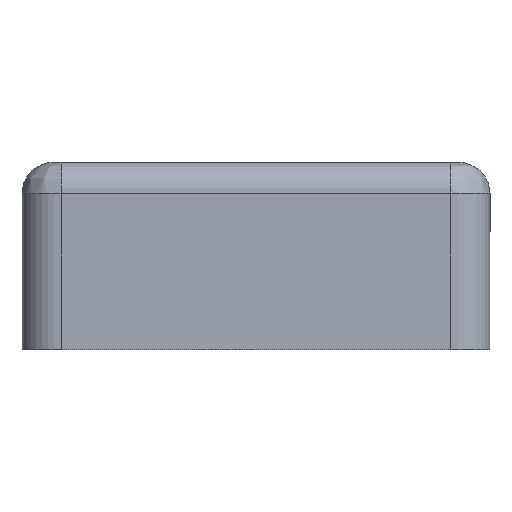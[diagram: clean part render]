
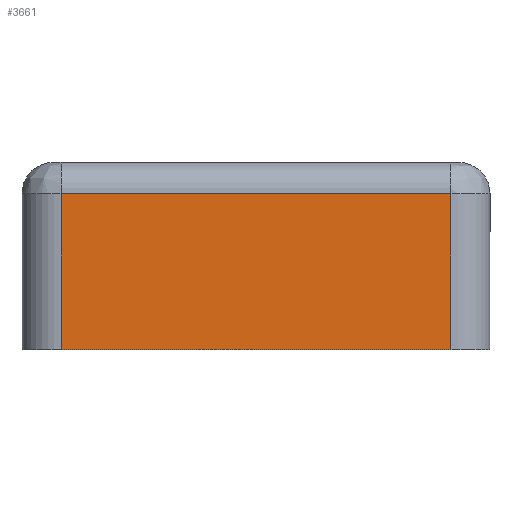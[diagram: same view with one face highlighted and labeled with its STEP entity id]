
A CAD part, front view. The second image highlights one B-rep face of the part: STEP entity #3661.
In plain terms, the highlighted planar face has unit normal (0, -1, 0).
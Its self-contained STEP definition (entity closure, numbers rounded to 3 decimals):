
#84 = CARTESIAN_POINT ( 'NONE',  ( 12.5, -30., 12. ) ) ;
#264 = CARTESIAN_POINT ( 'NONE',  ( 12.5, -30., 10. ) ) ;
#278 = VERTEX_POINT ( 'NONE', #5158 ) ;
#658 = DIRECTION ( 'NONE',  ( 0., 0., 1. ) ) ;
#768 = VECTOR ( 'NONE', #6095, 1000. ) ;
#1546 = EDGE_LOOP ( 'NONE', ( #7898, #6726, #8695, #3761 ) ) ;
#1549 = CARTESIAN_POINT ( 'NONE',  ( -12.5, -30., 0. ) ) ;
#1854 = VECTOR ( 'NONE', #4161, 1000. ) ;
#2073 = LINE ( 'NONE', #2669, #1854 ) ;
#2355 = EDGE_CURVE ( 'NONE', #278, #9043, #2959, .T. ) ;
#2669 = CARTESIAN_POINT ( 'NONE',  ( -12.5, -30., 12. ) ) ;
#2959 = LINE ( 'NONE', #6840, #768 ) ;
#3427 = VERTEX_POINT ( 'NONE', #1549 ) ;
#3661 = ADVANCED_FACE ( 'NONE', ( #4616 ), #5076, .F. ) ;
#3761 = ORIENTED_EDGE ( 'NONE', *, *, #7723, .F. ) ;
#4079 = DIRECTION ( 'NONE',  ( -1., 0., 0. ) ) ;
#4161 = DIRECTION ( 'NONE',  ( 0., 0., 1. ) ) ;
#4300 = AXIS2_PLACEMENT_3D ( 'NONE', #9546, #5109, #658 ) ;
#4616 = FACE_OUTER_BOUND ( 'NONE', #1546, .T. ) ;
#5076 = PLANE ( 'NONE',  #4300 ) ;
#5109 = DIRECTION ( 'NONE',  ( 0., 1., 0. ) ) ;
#5143 = VECTOR ( 'NONE', #4079, 1000. ) ;
#5156 = VECTOR ( 'NONE', #5299, 1000. ) ;
#5158 = CARTESIAN_POINT ( 'NONE',  ( -12.5, -30., 10. ) ) ;
#5299 = DIRECTION ( 'NONE',  ( 0., 0., -1. ) ) ;
#5365 = EDGE_CURVE ( 'NONE', #3427, #278, #2073, .T. ) ;
#5399 = LINE ( 'NONE', #8557, #5143 ) ;
#5885 = CARTESIAN_POINT ( 'NONE',  ( 12.5, -30., 0. ) ) ;
#6095 = DIRECTION ( 'NONE',  ( 1., 0., 0. ) ) ;
#6578 = VERTEX_POINT ( 'NONE', #5885 ) ;
#6726 = ORIENTED_EDGE ( 'NONE', *, *, #5365, .F. ) ;
#6840 = CARTESIAN_POINT ( 'NONE',  ( -15., -30., 10. ) ) ;
#7158 = LINE ( 'NONE', #84, #5156 ) ;
#7723 = EDGE_CURVE ( 'NONE', #9043, #6578, #7158, .T. ) ;
#7898 = ORIENTED_EDGE ( 'NONE', *, *, #2355, .F. ) ;
#8557 = CARTESIAN_POINT ( 'NONE',  ( 15., -30., 0. ) ) ;
#8695 = ORIENTED_EDGE ( 'NONE', *, *, #9306, .F. ) ;
#9043 = VERTEX_POINT ( 'NONE', #264 ) ;
#9306 = EDGE_CURVE ( 'NONE', #6578, #3427, #5399, .T. ) ;
#9546 = CARTESIAN_POINT ( 'NONE',  ( -15., -30., 12. ) ) ;
